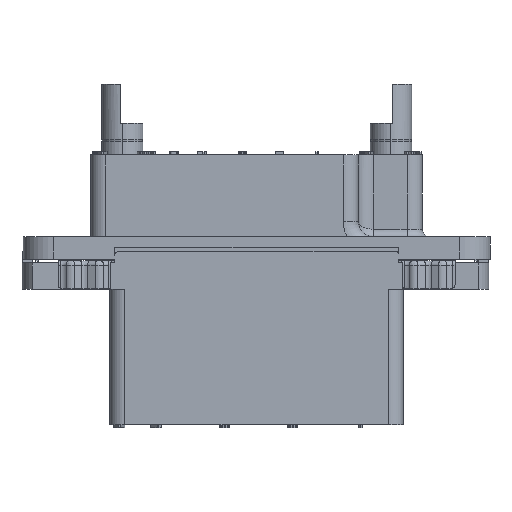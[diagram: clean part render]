
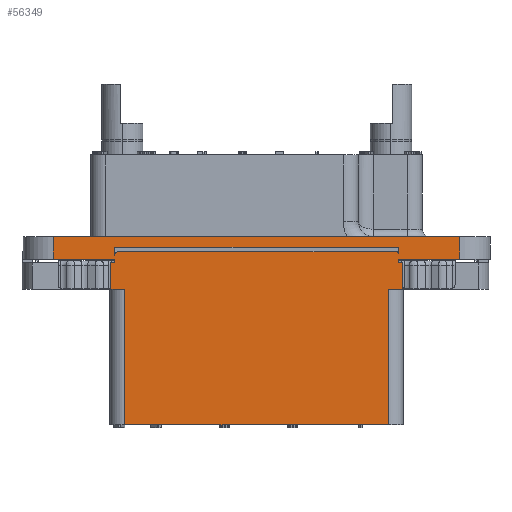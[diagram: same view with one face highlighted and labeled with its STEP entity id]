
A CAD part, front view. The second image highlights one B-rep face of the part: STEP entity #56349.
In plain terms, the highlighted planar face has unit normal (0, -1, 0).
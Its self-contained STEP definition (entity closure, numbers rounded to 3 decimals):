
#24=DIRECTION('',(1.,0.,0.));
#25=VECTOR('',#24,54.);
#26=CARTESIAN_POINT('',(-27.,-14.75,0.));
#27=LINE('',#26,#25);
#331=DIRECTION('',(1.,0.,0.));
#332=VECTOR('',#331,8.15);
#333=CARTESIAN_POINT('',(-27.,-14.75,-3.));
#334=LINE('',#333,#332);
#347=DIRECTION('',(1.,0.,0.));
#348=VECTOR('',#347,8.15);
#349=CARTESIAN_POINT('',(18.85,-14.75,-3.));
#350=LINE('',#349,#348);
#1148=DIRECTION('',(0.,0.,-1.));
#1149=VECTOR('',#1148,3.);
#1150=CARTESIAN_POINT('',(27.,-14.75,0.));
#1151=LINE('',#1150,#1149);
#1152=DIRECTION('',(0.,0.,1.));
#1153=VECTOR('',#1152,3.5);
#1154=CARTESIAN_POINT('',(19.35,-14.75,-7.));
#1155=LINE('',#1154,#1153);
#1156=DIRECTION('',(0.,0.,-1.));
#1157=VECTOR('',#1156,18.);
#1158=CARTESIAN_POINT('',(-17.5,-14.75,-7.));
#1159=LINE('',#1158,#1157);
#1160=DIRECTION('',(0.,0.,1.));
#1161=VECTOR('',#1160,3.5);
#1162=CARTESIAN_POINT('',(-19.35,-14.75,-7.));
#1163=LINE('',#1162,#1161);
#1164=DIRECTION('',(0.,0.,1.));
#1165=VECTOR('',#1164,0.5);
#1166=CARTESIAN_POINT('',(-18.85,-14.75,-3.5));
#1167=LINE('',#1166,#1165);
#1168=DIRECTION('',(0.,0.,-1.));
#1169=VECTOR('',#1168,3.);
#1170=CARTESIAN_POINT('',(-27.,-14.75,0.));
#1171=LINE('',#1170,#1169);
#1172=DIRECTION('',(0.,0.,1.));
#1173=VECTOR('',#1172,1.1);
#1174=CARTESIAN_POINT('',(-18.85,-14.75,-2.5));
#1175=LINE('',#1174,#1173);
#1176=CARTESIAN_POINT('',(-18.35,-14.75,-2.5));
#1177=DIRECTION('',(0.,-1.,0.));
#1178=DIRECTION('',(0.,0.,1.));
#1179=AXIS2_PLACEMENT_3D('',#1176,#1177,#1178);
#1181=CARTESIAN_POINT('',(18.55,-14.75,-2.3));
#1182=DIRECTION('',(0.,-1.,0.));
#1183=DIRECTION('',(1.,0.,0.));
#1184=AXIS2_PLACEMENT_3D('',#1181,#1182,#1183);
#1186=DIRECTION('',(0.,0.,1.));
#1187=VECTOR('',#1186,0.9);
#1188=CARTESIAN_POINT('',(18.85,-14.75,-2.3));
#1189=LINE('',#1188,#1187);
#1190=DIRECTION('',(1.,0.,0.));
#1191=VECTOR('',#1190,37.7);
#1192=CARTESIAN_POINT('',(-18.85,-14.75,-1.4));
#1193=LINE('',#1192,#1191);
#1194=DIRECTION('',(0.,0.,1.));
#1195=VECTOR('',#1194,0.5);
#1196=CARTESIAN_POINT('',(18.85,-14.75,-3.5));
#1197=LINE('',#1196,#1195);
#1218=DIRECTION('',(1.,0.,0.));
#1219=VECTOR('',#1218,0.5);
#1220=CARTESIAN_POINT('',(18.85,-14.75,-3.5));
#1221=LINE('',#1220,#1219);
#1234=DIRECTION('',(1.,0.,0.));
#1235=VECTOR('',#1234,0.5);
#1236=CARTESIAN_POINT('',(-19.35,-14.75,-3.5));
#1237=LINE('',#1236,#1235);
#23858=DIRECTION('',(1.,0.,0.));
#23859=VECTOR('',#23858,1.85);
#23860=CARTESIAN_POINT('',(-19.35,-14.75,-7.));
#23861=LINE('',#23860,#23859);
#23925=DIRECTION('',(1.,0.,0.));
#23926=VECTOR('',#23925,35.);
#23927=CARTESIAN_POINT('',(-17.5,-14.75,-25.));
#23928=LINE('',#23927,#23926);
#24921=DIRECTION('',(0.,0.,-1.));
#24922=VECTOR('',#24921,18.);
#24923=CARTESIAN_POINT('',(17.5,-14.75,-7.));
#24924=LINE('',#24923,#24922);
#24930=DIRECTION('',(1.,0.,0.));
#24931=VECTOR('',#24930,1.85);
#24932=CARTESIAN_POINT('',(17.5,-14.75,-7.));
#24933=LINE('',#24932,#24931);
#43795=DIRECTION('',(1.,0.,0.));
#43796=VECTOR('',#43795,36.9);
#43797=CARTESIAN_POINT('',(-18.35,-14.75,-2.));
#43798=LINE('',#43797,#43796);
#44113=CARTESIAN_POINT('',(-27.,-14.75,0.));
#44114=VERTEX_POINT('',#44113);
#44115=CARTESIAN_POINT('',(27.,-14.75,0.));
#44116=VERTEX_POINT('',#44115);
#44133=CARTESIAN_POINT('',(-27.,-14.75,-3.));
#44134=VERTEX_POINT('',#44133);
#44135=CARTESIAN_POINT('',(27.,-14.75,-3.));
#44136=VERTEX_POINT('',#44135);
#44607=CARTESIAN_POINT('',(-18.85,-14.75,-1.4));
#44608=CARTESIAN_POINT('',(18.85,-14.75,-1.4));
#44609=VERTEX_POINT('',#44607);
#44610=VERTEX_POINT('',#44608);
#51835=CARTESIAN_POINT('',(19.35,-14.75,-7.));
#51836=VERTEX_POINT('',#51835);
#51837=CARTESIAN_POINT('',(-19.35,-14.75,-7.));
#51839=VERTEX_POINT('',#51837);
#51847=CARTESIAN_POINT('',(19.35,-14.75,-3.5));
#51848=VERTEX_POINT('',#51847);
#51849=CARTESIAN_POINT('',(-19.35,-14.75,-3.5));
#51850=VERTEX_POINT('',#51849);
#51859=CARTESIAN_POINT('',(17.5,-14.75,-25.));
#51861=VERTEX_POINT('',#51859);
#51873=CARTESIAN_POINT('',(-17.5,-14.75,-25.));
#51874=VERTEX_POINT('',#51873);
#51875=CARTESIAN_POINT('',(17.5,-14.75,-7.));
#51877=VERTEX_POINT('',#51875);
#51889=CARTESIAN_POINT('',(-17.5,-14.75,-7.));
#51890=VERTEX_POINT('',#51889);
#52707=CARTESIAN_POINT('',(18.85,-14.75,-3.5));
#52709=VERTEX_POINT('',#52707);
#52713=CARTESIAN_POINT('',(-18.85,-14.75,-3.5));
#52714=VERTEX_POINT('',#52713);
#52739=CARTESIAN_POINT('',(-18.35,-14.75,-2.));
#52740=CARTESIAN_POINT('',(18.55,-14.75,-2.));
#52741=VERTEX_POINT('',#52739);
#52742=VERTEX_POINT('',#52740);
#53127=CARTESIAN_POINT('',(18.85,-14.75,-3.));
#53129=VERTEX_POINT('',#53127);
#53133=CARTESIAN_POINT('',(-18.85,-14.75,-3.));
#53134=VERTEX_POINT('',#53133);
#53216=CARTESIAN_POINT('',(-18.85,-14.75,-2.5));
#53218=VERTEX_POINT('',#53216);
#53219=CARTESIAN_POINT('',(18.85,-14.75,-2.3));
#53221=VERTEX_POINT('',#53219);
#56300=CARTESIAN_POINT('',(-27.,-14.75,0.));
#56301=DIRECTION('',(0.,-1.,0.));
#56302=DIRECTION('',(1.,0.,0.));
#56303=AXIS2_PLACEMENT_3D('',#56300,#56301,#56302);
#56304=PLANE('',#56303);
#56305=ORIENTED_EDGE('',*,*,#55530,.F.);
#56307=ORIENTED_EDGE('',*,*,#56306,.F.);
#56309=ORIENTED_EDGE('',*,*,#56308,.T.);
#56311=ORIENTED_EDGE('',*,*,#56310,.F.);
#56313=ORIENTED_EDGE('',*,*,#56312,.F.);
#56315=ORIENTED_EDGE('',*,*,#56314,.T.);
#56317=ORIENTED_EDGE('',*,*,#56316,.F.);
#56319=ORIENTED_EDGE('',*,*,#56318,.F.);
#56321=ORIENTED_EDGE('',*,*,#56320,.F.);
#56323=ORIENTED_EDGE('',*,*,#56322,.T.);
#56325=ORIENTED_EDGE('',*,*,#56324,.T.);
#56327=ORIENTED_EDGE('',*,*,#56326,.T.);
#56328=ORIENTED_EDGE('',*,*,#55522,.F.);
#56330=ORIENTED_EDGE('',*,*,#56329,.F.);
#56331=ORIENTED_EDGE('',*,*,#55402,.T.);
#56332=ORIENTED_EDGE('',*,*,#56292,.T.);
#56333=EDGE_LOOP('',(#56305,#56307,#56309,#56311,#56313,#56315,#56317,#56319,
#56321,#56323,#56325,#56327,#56328,#56330,#56331,#56332));
#56334=FACE_OUTER_BOUND('',#56333,.F.);
#56336=ORIENTED_EDGE('',*,*,#56335,.F.);
#56338=ORIENTED_EDGE('',*,*,#56337,.F.);
#56340=ORIENTED_EDGE('',*,*,#56339,.T.);
#56342=ORIENTED_EDGE('',*,*,#56341,.F.);
#56344=ORIENTED_EDGE('',*,*,#56343,.T.);
#56346=ORIENTED_EDGE('',*,*,#56345,.F.);
#56347=EDGE_LOOP('',(#56336,#56338,#56340,#56342,#56344,#56346));
#56348=FACE_BOUND('',#56347,.F.);
#56349=ADVANCED_FACE('',(#56334,#56348),#56304,.T.);
#1180=CIRCLE('',#1179,0.5);
#1185=CIRCLE('',#1184,0.3);
#55402=EDGE_CURVE('',#44114,#44116,#27,.T.);
#55522=EDGE_CURVE('',#44134,#53134,#334,.T.);
#55530=EDGE_CURVE('',#53129,#44136,#350,.T.);
#56292=EDGE_CURVE('',#44116,#44136,#1151,.T.);
#56306=EDGE_CURVE('',#52709,#53129,#1197,.T.);
#56308=EDGE_CURVE('',#52709,#51848,#1221,.T.);
#56310=EDGE_CURVE('',#51836,#51848,#1155,.T.);
#56312=EDGE_CURVE('',#51877,#51836,#24933,.T.);
#56314=EDGE_CURVE('',#51877,#51861,#24924,.T.);
#56316=EDGE_CURVE('',#51874,#51861,#23928,.T.);
#56318=EDGE_CURVE('',#51890,#51874,#1159,.T.);
#56320=EDGE_CURVE('',#51839,#51890,#23861,.T.);
#56322=EDGE_CURVE('',#51839,#51850,#1163,.T.);
#56324=EDGE_CURVE('',#51850,#52714,#1237,.T.);
#56326=EDGE_CURVE('',#52714,#53134,#1167,.T.);
#56329=EDGE_CURVE('',#44114,#44134,#1171,.T.);
#56335=EDGE_CURVE('',#53218,#44609,#1175,.T.);
#56337=EDGE_CURVE('',#52741,#53218,#1180,.T.);
#56339=EDGE_CURVE('',#52741,#52742,#43798,.T.);
#56341=EDGE_CURVE('',#53221,#52742,#1185,.T.);
#56343=EDGE_CURVE('',#53221,#44610,#1189,.T.);
#56345=EDGE_CURVE('',#44609,#44610,#1193,.T.);
